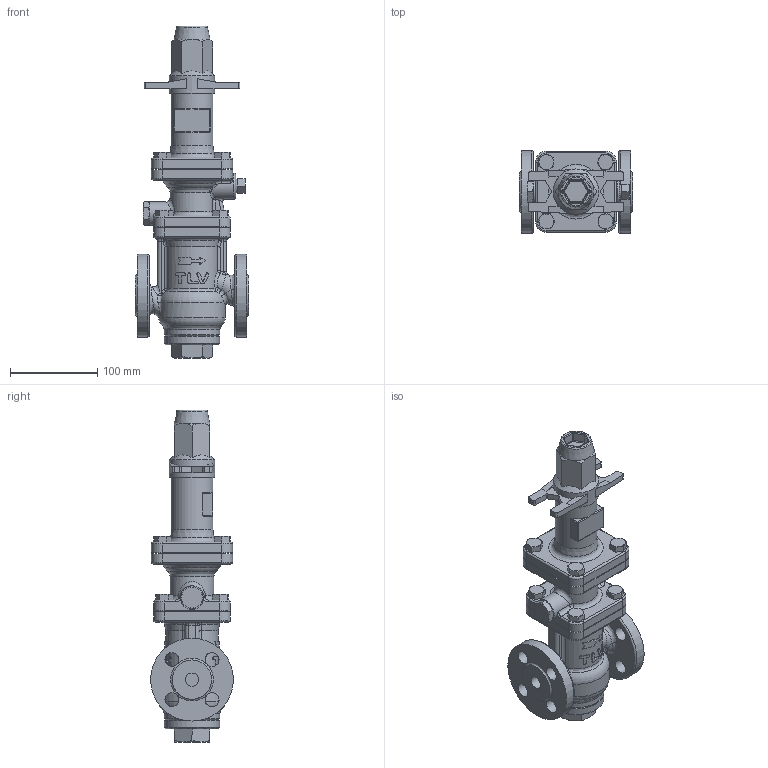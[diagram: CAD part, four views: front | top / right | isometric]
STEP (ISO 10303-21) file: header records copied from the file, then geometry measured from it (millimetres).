
FILE_DESCRIPTION((''),'2;1');
FILE_NAME('csr21-015-e0025-00.stp','2009-08-28T13:36:51',('nakaot'),(''),'Autodesk Inventor 2008','Autodesk Inventor 2008','');
FILE_SCHEMA(('AUTOMOTIVE_DESIGN { 1 0 10303 214 1 1 1 1 }'));
Length unit declared in the file: millimetre
Products named in the file (1): csr21-015-e0025-00
Bounding box: 130 x 95 x 380.5 mm (x, y, z)
Volume: 1454455.8 mm3; surface area: 177990.3 mm2
Topology: 1 solids, 1 shells, 630 faces, 1526 edges, 911 vertices
Faces by surface type: plane 209, bspline 167, cylinder 134, cone 80, torus 36, sphere 4
Full cylindrical faces by diameter (mm): 10 x8, 15 x2, 27 x1, 30 x1, 48 x1, 52 x1, 64 x2, 67.531 x1, 67.717 x1, 95 x2
Entity records: 38157 total; most frequent: CARTESIAN_POINT 25039, ORIENTED_EDGE 2854, DIRECTION 2456, EDGE_CURVE 1427, AXIS2_PLACEMENT_3D 982, VERTEX_POINT 886, EDGE_LOOP 749, FACE_OUTER_BOUND 630
